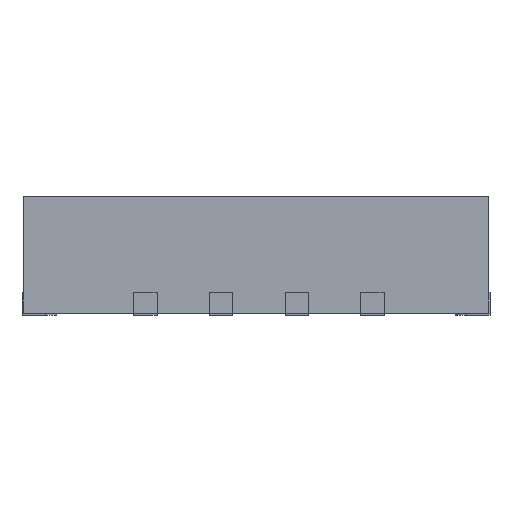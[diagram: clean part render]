
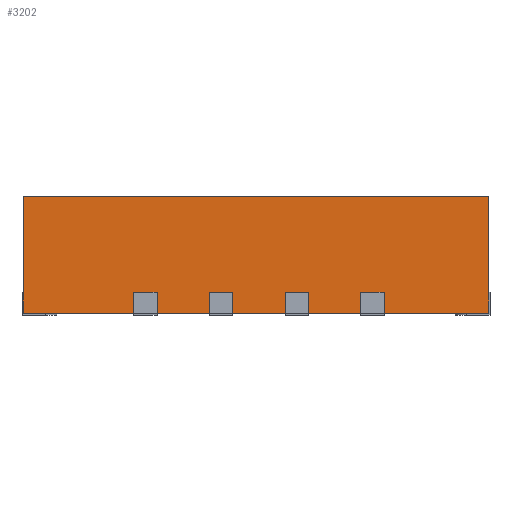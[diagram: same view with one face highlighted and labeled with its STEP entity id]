
A CAD part, left-side view. The second image highlights one B-rep face of the part: STEP entity #3202.
In plain terms, the highlighted planar face has unit normal (-1, 0, 0).
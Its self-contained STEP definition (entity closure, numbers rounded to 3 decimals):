
#63 = ORIENTED_EDGE ( 'NONE', *, *, #2280, .T. ) ;
#75 = ORIENTED_EDGE ( 'NONE', *, *, #5282, .T. ) ;
#201 = DIRECTION ( 'NONE',  ( 0., 0., -1. ) ) ;
#308 = CARTESIAN_POINT ( 'NONE',  ( -1.99, 1.99, 0.02 ) ) ;
#329 = VECTOR ( 'NONE', #4075, 1000. ) ;
#601 = VERTEX_POINT ( 'NONE', #5116 ) ;
#697 = LINE ( 'NONE', #5945, #4120 ) ;
#940 = DIRECTION ( 'NONE',  ( 0., 0., -1. ) ) ;
#1245 = CARTESIAN_POINT ( 'NONE',  ( -1.99, -1.99, 0.02 ) ) ;
#1903 = VERTEX_POINT ( 'NONE', #308 ) ;
#1992 = LINE ( 'NONE', #2063, #329 ) ;
#1994 = CARTESIAN_POINT ( 'NONE',  ( -1.99, -1.99, 1.015 ) ) ;
#2034 = CARTESIAN_POINT ( 'NONE',  ( -1.99, 1.99, 1.015 ) ) ;
#2063 = CARTESIAN_POINT ( 'NONE',  ( -1.99, -1.99, 1.015 ) ) ;
#2259 = EDGE_CURVE ( 'NONE', #5623, #601, #697, .T. ) ;
#2280 = EDGE_CURVE ( 'NONE', #1903, #601, #5779, .T. ) ;
#2494 = DIRECTION ( 'NONE',  ( 0., 0., 1. ) ) ;
#2731 = DIRECTION ( 'NONE',  ( 0., -1., 0. ) ) ;
#2771 = CARTESIAN_POINT ( 'NONE',  ( -1.99, 1.99, 1.015 ) ) ;
#3202 = ADVANCED_FACE ( 'NONE', ( #5736 ), #4274, .F. ) ;
#3887 = VERTEX_POINT ( 'NONE', #2771 ) ;
#4075 = DIRECTION ( 'NONE',  ( 0., -1., 0. ) ) ;
#4120 = VECTOR ( 'NONE', #201, 1000. ) ;
#4274 = PLANE ( 'NONE',  #5925 ) ;
#4370 = ORIENTED_EDGE ( 'NONE', *, *, #2259, .F. ) ;
#4484 = EDGE_LOOP ( 'NONE', ( #63, #4370, #4523, #75 ) ) ;
#4488 = CARTESIAN_POINT ( 'NONE',  ( -1.99, -1.99, 1.015 ) ) ;
#4523 = ORIENTED_EDGE ( 'NONE', *, *, #6251, .F. ) ;
#4540 = LINE ( 'NONE', #2034, #6005 ) ;
#5116 = CARTESIAN_POINT ( 'NONE',  ( -1.99, -1.99, 0.02 ) ) ;
#5163 = VECTOR ( 'NONE', #2731, 1000. ) ;
#5282 = EDGE_CURVE ( 'NONE', #3887, #1903, #4540, .T. ) ;
#5429 = DIRECTION ( 'NONE',  ( 1., 0., 0. ) ) ;
#5623 = VERTEX_POINT ( 'NONE', #4488 ) ;
#5736 = FACE_OUTER_BOUND ( 'NONE', #4484, .T. ) ;
#5779 = LINE ( 'NONE', #1245, #5163 ) ;
#5925 = AXIS2_PLACEMENT_3D ( 'NONE', #1994, #5429, #2494 ) ;
#5945 = CARTESIAN_POINT ( 'NONE',  ( -1.99, -1.99, 1.015 ) ) ;
#6005 = VECTOR ( 'NONE', #940, 1000. ) ;
#6251 = EDGE_CURVE ( 'NONE', #3887, #5623, #1992, .T. ) ;
